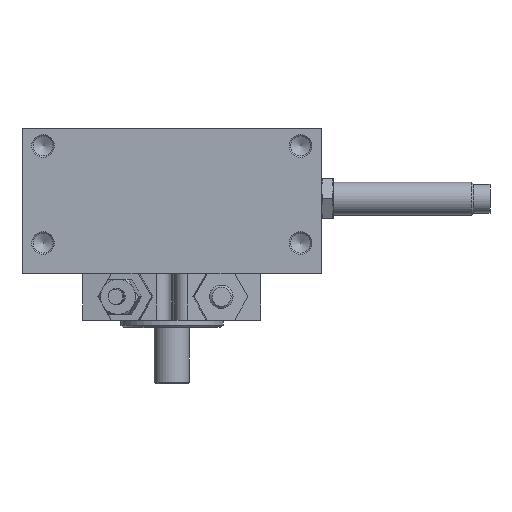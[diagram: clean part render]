
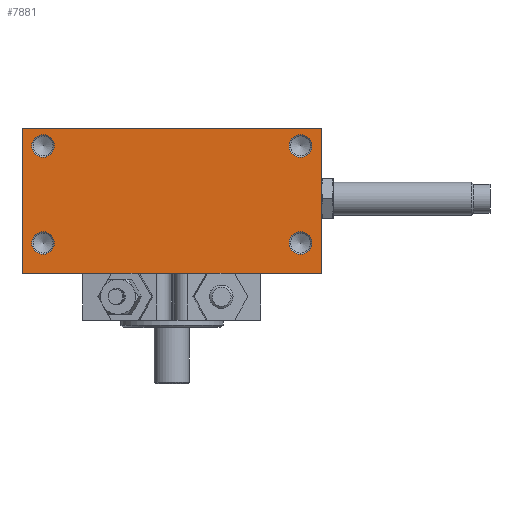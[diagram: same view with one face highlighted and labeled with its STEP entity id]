
A CAD part, top view. The second image highlights one B-rep face of the part: STEP entity #7881.
In plain terms, the highlighted planar face has unit normal (0, 0, 1).
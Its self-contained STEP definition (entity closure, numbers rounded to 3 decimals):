
#1424=CARTESIAN_POINT('',(55.0,2.636,45.0));
#1425=VERTEX_POINT('',#1424);
#1426=CARTESIAN_POINT('',(55.0,7.5,45.0));
#1427=DIRECTION('',(0.0,0.0,-1.0));
#1428=DIRECTION('',(0.0,1.0,0.0));
#1429=AXIS2_PLACEMENT_3D('',#1426,#1427,#1428);
#1430=CIRCLE('',#1429,4.864);
#1431=EDGE_CURVE('',#1425,#1425,#1430,.T.);
#1481=CARTESIAN_POINT('',(-55.0,44.136,45.0));
#1482=VERTEX_POINT('',#1481);
#1483=CARTESIAN_POINT('',(-55.0,49.0,45.0));
#1484=DIRECTION('',(0.0,0.0,-1.0));
#1485=DIRECTION('',(0.0,1.0,0.0));
#1486=AXIS2_PLACEMENT_3D('',#1483,#1484,#1485);
#1487=CIRCLE('',#1486,4.864);
#1488=EDGE_CURVE('',#1482,#1482,#1487,.T.);
#1538=CARTESIAN_POINT('',(-55.0,2.636,45.0));
#1539=VERTEX_POINT('',#1538);
#1540=CARTESIAN_POINT('',(-55.0,7.5,45.0));
#1541=DIRECTION('',(0.0,0.0,-1.0));
#1542=DIRECTION('',(0.0,1.0,0.0));
#1543=AXIS2_PLACEMENT_3D('',#1540,#1541,#1542);
#1544=CIRCLE('',#1543,4.864);
#1545=EDGE_CURVE('',#1539,#1539,#1544,.T.);
#1595=CARTESIAN_POINT('',(55.0,44.136,45.0));
#1596=VERTEX_POINT('',#1595);
#1597=CARTESIAN_POINT('',(55.0,49.0,45.0));
#1598=DIRECTION('',(0.0,0.0,-1.0));
#1599=DIRECTION('',(0.0,1.0,0.0));
#1600=AXIS2_PLACEMENT_3D('',#1597,#1598,#1599);
#1601=CIRCLE('',#1600,4.864);
#1602=EDGE_CURVE('',#1596,#1596,#1601,.T.);
#3383=CARTESIAN_POINT('',(-23.371,62.0,45.0));
#3384=VERTEX_POINT('',#3383);
#3385=CARTESIAN_POINT('',(-26.299,62.0,45.0));
#3386=VERTEX_POINT('',#3385);
#3387=CARTESIAN_POINT('',(-23.371,62.0,45.0));
#3388=DIRECTION('',(-1.0,0.0,0.0));
#3389=VECTOR('',#3388,2.929);
#3390=LINE('',#3387,#3389);
#3391=EDGE_CURVE('',#3384,#3386,#3390,.T.);
#3627=CARTESIAN_POINT('',(13.848,62.0,45.0));
#3628=VERTEX_POINT('',#3627);
#3629=CARTESIAN_POINT('',(13.848,62.0,45.0));
#3630=DIRECTION('',(-1.0,0.0,0.0));
#3631=VECTOR('',#3630,37.218);
#3632=LINE('',#3629,#3631);
#3633=EDGE_CURVE('',#3628,#3384,#3632,.T.);
#3651=CARTESIAN_POINT('',(25.458,62.0,45.0));
#3652=VERTEX_POINT('',#3651);
#3659=CARTESIAN_POINT('',(64.0,62.0,45.0));
#3660=VERTEX_POINT('',#3659);
#3661=CARTESIAN_POINT('',(64.0,62.0,45.0));
#3662=DIRECTION('',(-1.0,0.0,0.0));
#3663=VECTOR('',#3662,38.542);
#3664=LINE('',#3661,#3663);
#3665=EDGE_CURVE('',#3660,#3652,#3664,.T.);
#3683=CARTESIAN_POINT('',(-64.0,62.0,45.0));
#3684=VERTEX_POINT('',#3683);
#3691=CARTESIAN_POINT('',(-26.299,62.0,45.0));
#3692=DIRECTION('',(-1.0,0.0,0.0));
#3693=VECTOR('',#3692,37.701);
#3694=LINE('',#3691,#3693);
#3695=EDGE_CURVE('',#3386,#3684,#3694,.T.);
#3915=CARTESIAN_POINT('',(25.458,62.0,45.0));
#3916=DIRECTION('',(-1.0,0.0,0.0));
#3917=VECTOR('',#3916,11.611);
#3918=LINE('',#3915,#3917);
#3919=EDGE_CURVE('',#3652,#3628,#3918,.T.);
#7742=CARTESIAN_POINT('',(64.0,0.0,45.0));
#7743=VERTEX_POINT('',#7742);
#7744=CARTESIAN_POINT('',(64.0,0.0,45.0));
#7745=DIRECTION('',(0.0,1.0,0.0));
#7746=VECTOR('',#7745,62.0);
#7747=LINE('',#7744,#7746);
#7748=EDGE_CURVE('',#7743,#3660,#7747,.T.);
#7778=CARTESIAN_POINT('',(-64.0,0.0,45.0));
#7779=VERTEX_POINT('',#7778);
#7786=CARTESIAN_POINT('',(-64.0,62.0,45.0));
#7787=DIRECTION('',(0.0,-1.0,0.0));
#7788=VECTOR('',#7787,62.0);
#7789=LINE('',#7786,#7788);
#7790=EDGE_CURVE('',#3684,#7779,#7789,.T.);
#7814=CARTESIAN_POINT('',(-64.0,0.0,45.0));
#7815=DIRECTION('',(1.0,0.0,0.0));
#7816=VECTOR('',#7815,128.0);
#7817=LINE('',#7814,#7816);
#7818=EDGE_CURVE('',#7779,#7743,#7817,.T.);
#7854=CARTESIAN_POINT('',(0.0,0.0,45.0));
#7855=DIRECTION('',(0.0,0.0,1.0));
#7856=DIRECTION('',(1.0,0.0,0.0));
#7857=AXIS2_PLACEMENT_3D('',#7854,#7855,#7856);
#7858=PLANE('',#7857);
#7859=ORIENTED_EDGE('',*,*,#7818,.T.);
#7860=ORIENTED_EDGE('',*,*,#7748,.T.);
#7861=ORIENTED_EDGE('',*,*,#3665,.T.);
#7862=ORIENTED_EDGE('',*,*,#3919,.T.);
#7863=ORIENTED_EDGE('',*,*,#3633,.T.);
#7864=ORIENTED_EDGE('',*,*,#3391,.T.);
#7865=ORIENTED_EDGE('',*,*,#3695,.T.);
#7866=ORIENTED_EDGE('',*,*,#7790,.T.);
#7867=EDGE_LOOP('',(#7859,#7860,#7861,#7862,#7863,#7864,#7865,#7866));
#7868=FACE_OUTER_BOUND('',#7867,.T.);
#7869=ORIENTED_EDGE('',*,*,#1545,.T.);
#7870=EDGE_LOOP('',(#7869));
#7871=FACE_BOUND('',#7870,.T.);
#7872=ORIENTED_EDGE('',*,*,#1488,.T.);
#7873=EDGE_LOOP('',(#7872));
#7874=FACE_BOUND('',#7873,.T.);
#7875=ORIENTED_EDGE('',*,*,#1431,.T.);
#7876=EDGE_LOOP('',(#7875));
#7877=FACE_BOUND('',#7876,.T.);
#7878=ORIENTED_EDGE('',*,*,#1602,.T.);
#7879=EDGE_LOOP('',(#7878));
#7880=FACE_BOUND('',#7879,.T.);
#7881=ADVANCED_FACE('',(#7868,#7871,#7874,#7877,#7880),#7858,.T.);
